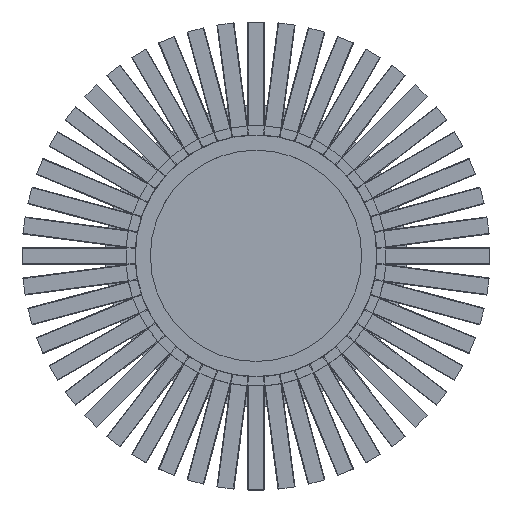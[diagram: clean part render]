
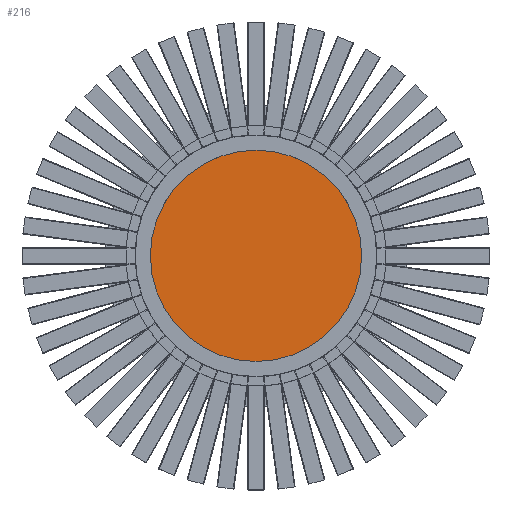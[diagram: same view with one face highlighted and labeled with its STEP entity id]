
A CAD part, top view. The second image highlights one B-rep face of the part: STEP entity #216.
In plain terms, the highlighted planar face has unit normal (0, 0, 1).
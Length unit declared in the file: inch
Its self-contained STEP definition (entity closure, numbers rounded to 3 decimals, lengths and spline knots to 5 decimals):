
#216=ADVANCED_FACE('',(#1385),#18284,.T.);
#1385=FACE_OUTER_BOUND('',#2555,.T.);
#2555=EDGE_LOOP('',(#3749,#3750));
#3749=ORIENTED_EDGE('',*,*,#9562,.F.);
#3750=ORIENTED_EDGE('',*,*,#9543,.F.);
#9543=EDGE_CURVE('',#16344,#16354,#14388,.T.);
#9562=EDGE_CURVE('',#16354,#16344,#14398,.T.);
#14388=TRIMMED_CURVE($,#15366,(#24908),(#24909),.T.,.CARTESIAN.);
#14398=TRIMMED_CURVE($,#15376,(#24962),(#24963),.T.,.CARTESIAN.);
#15366=CIRCLE('',#19557,0.4375);
#15376=CIRCLE('',#19567,0.4375);
#16344=VERTEX_POINT('',#24881);
#16354=VERTEX_POINT('',#24891);
#18284=PLANE('',#19547);
#19547=AXIS2_PLACEMENT_3D('',#24846,#21695,$);
#19557=AXIS2_PLACEMENT_3D($,#24907,#21708,#21709);
#19567=AXIS2_PLACEMENT_3D($,#24961,#21728,#21729);
#21695=DIRECTION('',(0.,0.,1.));
#21708=DIRECTION('',(0.,0.,-1.));
#21709=DIRECTION('',(1.,0.,0.));
#21728=DIRECTION('',(0.,0.,-1.));
#21729=DIRECTION('',(-1.,0.,0.));
#24846=CARTESIAN_POINT('',(8.45875,2.05444,0.69792));
#24881=CARTESIAN_POINT('',(9.34375,1.60694,0.69792));
#24891=CARTESIAN_POINT('',(8.46875,1.60694,0.69792));
#24907=CARTESIAN_POINT('',(8.90625,1.60694,0.69792));
#24908=CARTESIAN_POINT('',(9.34375,1.60694,0.69792));
#24909=CARTESIAN_POINT('',(8.46875,1.60694,0.69792));
#24961=CARTESIAN_POINT('',(8.90625,1.60694,0.69792));
#24962=CARTESIAN_POINT('',(8.46875,1.60694,0.69792));
#24963=CARTESIAN_POINT('',(9.34375,1.60694,0.69792));
